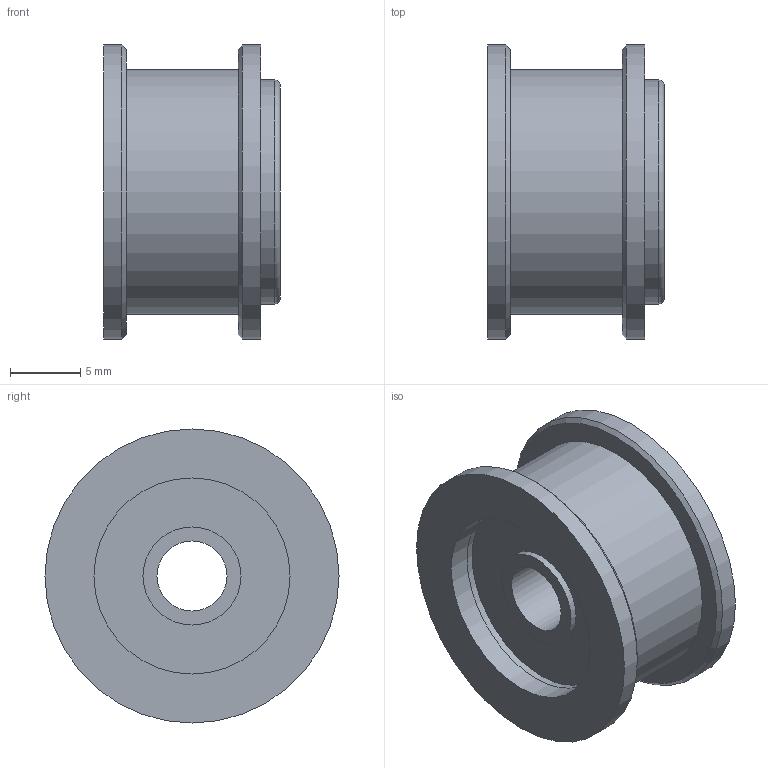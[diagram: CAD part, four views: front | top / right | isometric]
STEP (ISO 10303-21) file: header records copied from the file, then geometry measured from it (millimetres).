
FILE_DESCRIPTION(/* description */ ('precision 1mm spacer'),/* implementation_level */ '2;1');
FILE_NAME(/* name */ '25197-02.iam.step',/* time_stamp */ '2013-11-18T21:49:52-06:00',/* author */ ('Edward'),/* organization */ (''),/* preprocessor_version */ 'ST-DEVELOPER v15.2',/* originating_system */ 'Autodesk Inventor 2014',/* authorisation */ 'PER QUOTE 389332, 8-2-13');
FILE_SCHEMA (('AUTOMOTIVE_DESIGN { 1 0 10303 214 3 1 1 }'));
Products named in the file (4): 25201-01; 25196-01; 25197-01; 25197-02
Bounding box: 12.6 x 21 x 21 mm (x, y, z)
Volume: 1857.2 mm3; surface area: 4129.1 mm2
Topology: 4 solids, 6 shells, 47 faces, 78 edges, 50 vertices
Faces by surface type: plane 19, cylinder 19, torus 6, cone 3
Full cylindrical faces by diameter (mm): 5 x3, 7 x4, 10 x1, 14 x5, 15.974 x1, 16 x2, 17.5 x1, 21 x2
Entity records: 797 total; most frequent: DIRECTION 146, CARTESIAN_POINT 105, AXIS2_PLACEMENT_3D 73, ORIENTED_EDGE 66, EDGE_LOOP 63, CIRCLE 33, EDGE_CURVE 33, FACE_OUTER_BOUND 32
